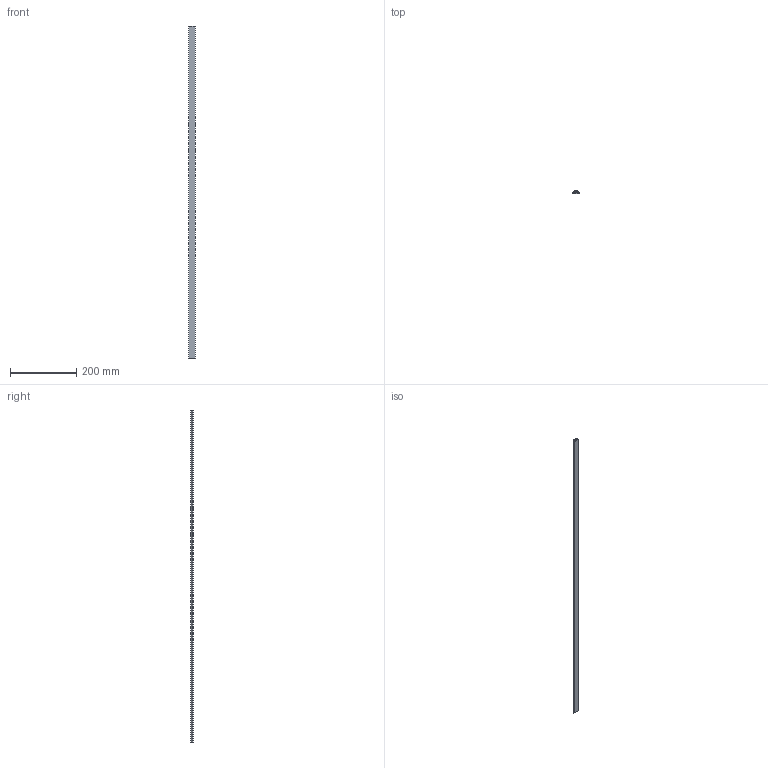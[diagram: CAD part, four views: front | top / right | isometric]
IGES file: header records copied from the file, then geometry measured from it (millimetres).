
Start section: SolidWorks IGES file using analytic representation for surfaces
Global section: file name: sone3D.IGS; native system: SolidWorks 2012; preprocessor: SolidWorks 2012; author: 0960ts; date: 131202.130235; units: millimetre
Bounding box: 20 x 8.2 x 1000 mm (x, y, z)
Surface area: 86218.4 mm2 (no closed solid volume)
Topology: 0 solids, 0 shells, 20 faces, 156 edges, 156 vertices
Faces by surface type: bspline 14, revolution 6
